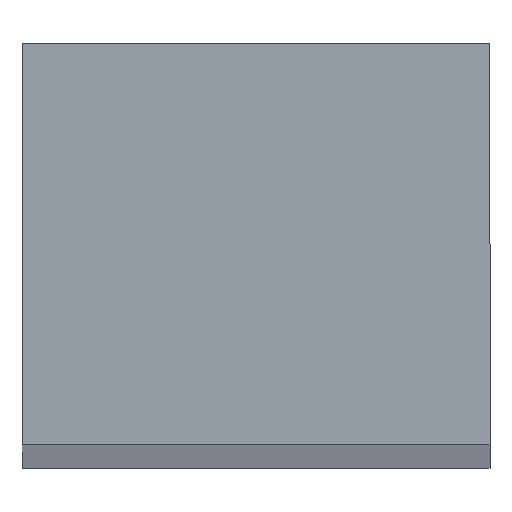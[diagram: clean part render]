
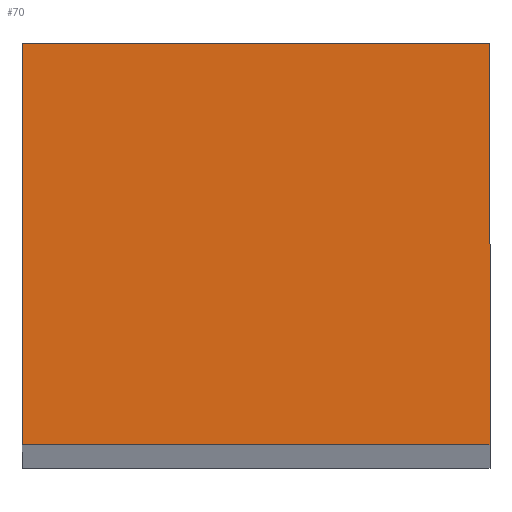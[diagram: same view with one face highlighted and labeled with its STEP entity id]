
A CAD part, top view. The second image highlights one B-rep face of the part: STEP entity #70.
In plain terms, the highlighted planar face has unit normal (0, 0, 1).
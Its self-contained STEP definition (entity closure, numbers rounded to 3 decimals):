
#24 = VECTOR ( 'NONE', #144, 1000. ) ;
#28 = AXIS2_PLACEMENT_3D ( 'NONE', #184, #188, #235 ) ;
#29 = FACE_OUTER_BOUND ( 'NONE', #125, .T. ) ;
#32 = VECTOR ( 'NONE', #212, 1000. ) ;
#41 = VECTOR ( 'NONE', #174, 1000. ) ;
#45 = VECTOR ( 'NONE', #117, 1000. ) ;
#54 = EDGE_CURVE ( 'NONE', #92, #97, #124, .T. ) ;
#59 = EDGE_CURVE ( 'NONE', #97, #96, #140, .T. ) ;
#65 = EDGE_CURVE ( 'NONE', #98, #92, #157, .T. ) ;
#70 = ADVANCED_FACE ( 'NONE', ( #29 ), #176, .T. ) ;
#82 = EDGE_CURVE ( 'NONE', #96, #98, #214, .T. ) ;
#92 = VERTEX_POINT ( 'NONE', #206 ) ;
#96 = VERTEX_POINT ( 'NONE', #201 ) ;
#97 = VERTEX_POINT ( 'NONE', #190 ) ;
#98 = VERTEX_POINT ( 'NONE', #215 ) ;
#107 = ORIENTED_EDGE ( 'NONE', *, *, #59, .T. ) ;
#114 = ORIENTED_EDGE ( 'NONE', *, *, #54, .T. ) ;
#117 = DIRECTION ( 'NONE',  ( 0., 1., 0. ) ) ;
#124 = LINE ( 'NONE', #139, #45 ) ;
#125 = EDGE_LOOP ( 'NONE', ( #148, #181, #114, #107 ) ) ;
#139 = CARTESIAN_POINT ( 'NONE',  ( 17.5, 15., 500. ) ) ;
#140 = LINE ( 'NONE', #142, #24 ) ;
#142 = CARTESIAN_POINT ( 'NONE',  ( -17.5, 15., 500. ) ) ;
#144 = DIRECTION ( 'NONE',  ( -1., 0., 0. ) ) ;
#148 = ORIENTED_EDGE ( 'NONE', *, *, #82, .T. ) ;
#157 = LINE ( 'NONE', #173, #41 ) ;
#173 = CARTESIAN_POINT ( 'NONE',  ( -17.5, -15., 500. ) ) ;
#174 = DIRECTION ( 'NONE',  ( 1., 0., 0. ) ) ;
#176 = PLANE ( 'NONE',  #28 ) ;
#181 = ORIENTED_EDGE ( 'NONE', *, *, #65, .T. ) ;
#184 = CARTESIAN_POINT ( 'NONE',  ( 0., 0., 500. ) ) ;
#188 = DIRECTION ( 'NONE',  ( 0., 0., 1. ) ) ;
#190 = CARTESIAN_POINT ( 'NONE',  ( 17.5, 15., 500. ) ) ;
#201 = CARTESIAN_POINT ( 'NONE',  ( -17.5, 15., 500. ) ) ;
#206 = CARTESIAN_POINT ( 'NONE',  ( 17.5, -15., 500. ) ) ;
#212 = DIRECTION ( 'NONE',  ( 0., -1., 0. ) ) ;
#213 = CARTESIAN_POINT ( 'NONE',  ( -17.5, 15., 500. ) ) ;
#214 = LINE ( 'NONE', #213, #32 ) ;
#215 = CARTESIAN_POINT ( 'NONE',  ( -17.5, -15., 500. ) ) ;
#235 = DIRECTION ( 'NONE',  ( 1., 0., 0. ) ) ;
